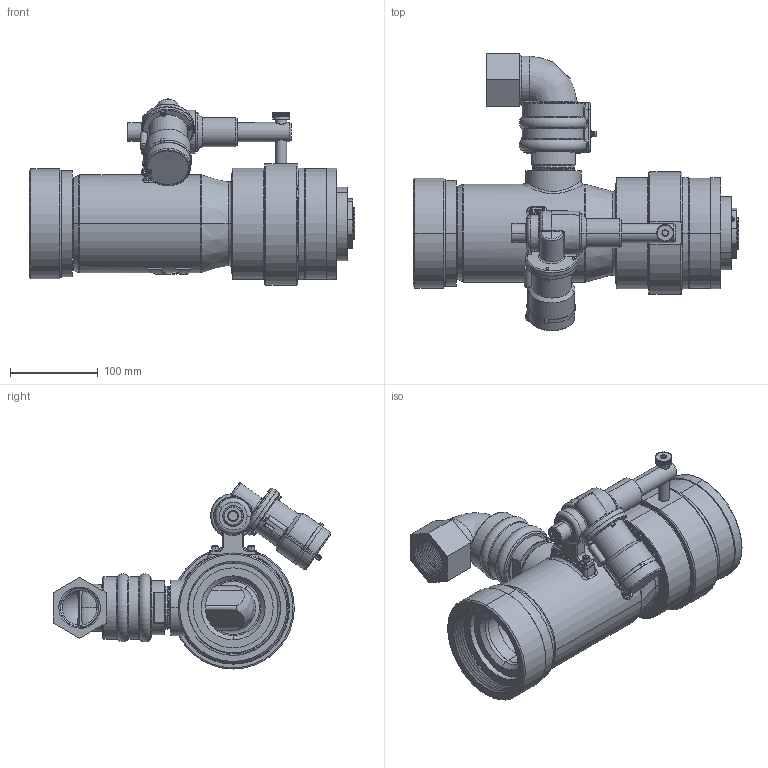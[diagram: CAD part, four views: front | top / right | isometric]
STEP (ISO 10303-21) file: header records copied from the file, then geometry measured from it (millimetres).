
FILE_DESCRIPTION((''),'2;1');
FILE_NAME('4040_ELE_3_5_W_ELB','2016-10-27T',('sobrien2'),(''),'CREO PARAMETRIC BY PTC INC, 2015290','CREO PARAMETRIC BY PTC INC, 2015290','');
FILE_SCHEMA(('CONFIG_CONTROL_DESIGN'));
Length unit declared in the file: inch
Products named in the file (1): 4040_ELE_3_5_W_ELB
Bounding box: 371.02 x 316.8 x 212.41 mm (x, y, z)
Surface area: 602108.2 mm2 (no closed solid volume)
Topology: 0 solids, 113 shells, 1234 faces, 3755 edges, 2626 vertices
Faces by surface type: cylinder 424, plane 347, cone 190, bspline 160, torus 99, sphere 14
Entity records: 80547 total; most frequent: CARTESIAN_POINT 49359, ORIENTED_EDGE 6147, DIRECTION 6059, EDGE_CURVE 3747, VERTEX_POINT 2626, AXIS2_PLACEMENT_3D 2297, VECTOR 1465, LINE 1465
